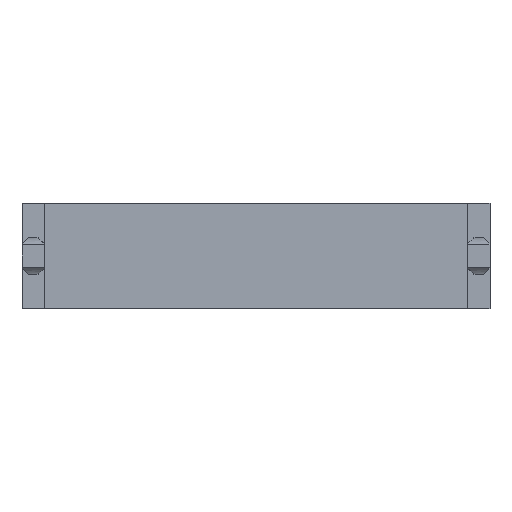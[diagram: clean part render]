
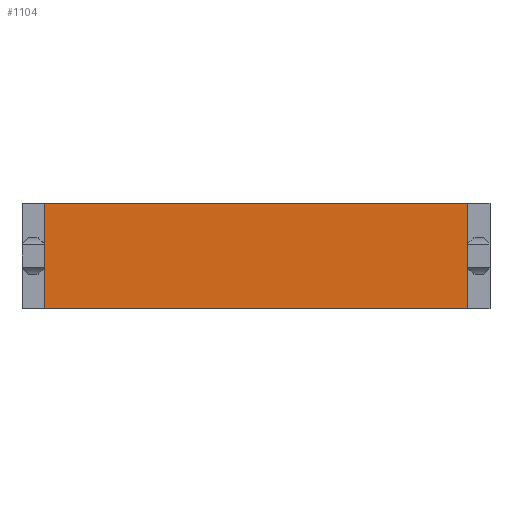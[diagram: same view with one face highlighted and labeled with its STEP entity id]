
A CAD part, front view. The second image highlights one B-rep face of the part: STEP entity #1104.
In plain terms, the highlighted planar face has unit normal (0, -1, 0).
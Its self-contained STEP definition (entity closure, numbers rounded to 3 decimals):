
#9=DIRECTION('',(1.,0.,0.));
#10=VECTOR('',#9,19.31);
#11=CARTESIAN_POINT('',(-9.655,22.77,-2.4));
#12=LINE('',#11,#10);
#198=DIRECTION('',(0.,0.,1.));
#199=VECTOR('',#198,4.8);
#200=CARTESIAN_POINT('',(9.655,22.77,-2.4));
#201=LINE('',#200,#199);
#325=DIRECTION('',(1.,0.,0.));
#326=VECTOR('',#325,19.31);
#327=CARTESIAN_POINT('',(-9.655,22.77,2.4));
#328=LINE('',#327,#326);
#457=DIRECTION('',(0.,0.,1.));
#458=VECTOR('',#457,4.8);
#459=CARTESIAN_POINT('',(-9.655,22.77,-2.4));
#460=LINE('',#459,#458);
#493=CARTESIAN_POINT('',(-9.655,22.77,-2.4));
#494=CARTESIAN_POINT('',(9.655,22.77,-2.4));
#495=VERTEX_POINT('',#493);
#496=VERTEX_POINT('',#494);
#501=CARTESIAN_POINT('',(-9.655,22.77,2.4));
#502=CARTESIAN_POINT('',(9.655,22.77,2.4));
#503=VERTEX_POINT('',#501);
#504=VERTEX_POINT('',#502);
#1093=CARTESIAN_POINT('',(-9.655,22.77,-2.4));
#1094=DIRECTION('',(0.,-1.,0.));
#1095=DIRECTION('',(1.,0.,0.));
#1096=AXIS2_PLACEMENT_3D('',#1093,#1094,#1095);
#1097=PLANE('',#1096);
#1098=ORIENTED_EDGE('',*,*,#630,.F.);
#1099=ORIENTED_EDGE('',*,*,#1054,.T.);
#1100=ORIENTED_EDGE('',*,*,#948,.T.);
#1101=ORIENTED_EDGE('',*,*,#824,.F.);
#1102=EDGE_LOOP('',(#1098,#1099,#1100,#1101));
#1103=FACE_OUTER_BOUND('',#1102,.F.);
#630=EDGE_CURVE('',#495,#496,#12,.T.);
#824=EDGE_CURVE('',#496,#504,#201,.T.);
#948=EDGE_CURVE('',#503,#504,#328,.T.);
#1054=EDGE_CURVE('',#495,#503,#460,.T.);
#1104=ADVANCED_FACE('',(#1103),#1097,.T.);
